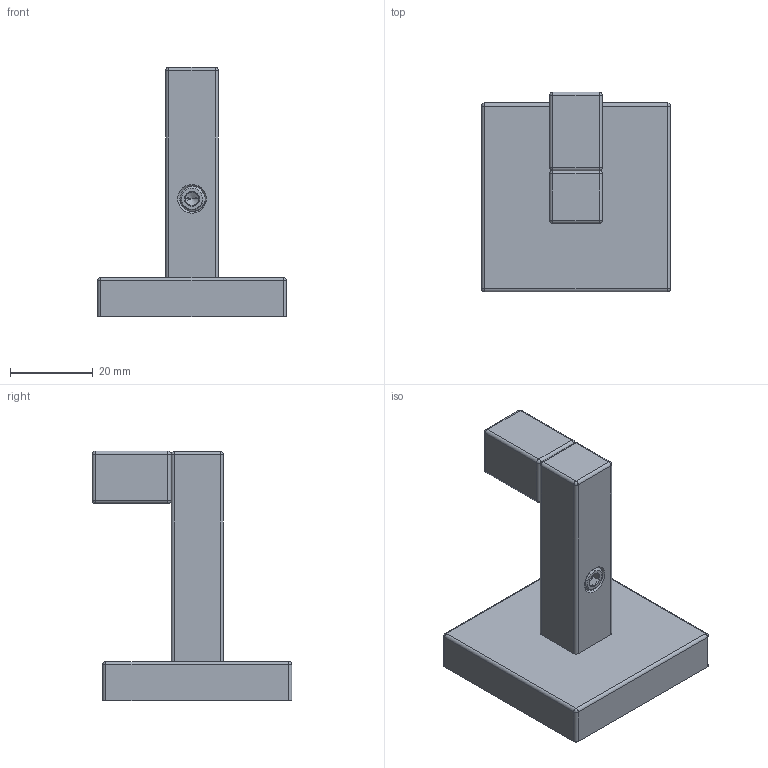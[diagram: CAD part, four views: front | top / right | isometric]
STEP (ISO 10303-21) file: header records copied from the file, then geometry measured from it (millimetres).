
FILE_DESCRIPTION((''),'2;1');
FILE_NAME('5210_ASM','2015-11-04T',('rsmith'),(''),'PRO/ENGINEER BY PARAMETRIC TECHNOLOGY CORPORATION, 2013150','PRO/ENGINEER BY PARAMETRIC TECHNOLOGY CORPORATION, 2013150','');
FILE_SCHEMA(('CONFIG_CONTROL_DESIGN'));
Length unit declared in the file: inch
Products named in the file (6): 40596; 6XXB; 40605; 40606; 92563; 5210_ASM
Assembly tree (6 placements, depth 2):
  5210_ASM
    40596
    6XXB
    40605
    40606
    92563  x2
Bounding box: 45.72 x 48.26 x 60.45 mm (x, y, z)
Volume: 19643.4 mm3; surface area: 24425.9 mm2
Topology: 7 solids, 11 shells, 521 faces, 1372 edges, 874 vertices
Faces by surface type: plane 250, cylinder 157, cone 38, bspline 38, sphere 36, torus 2
Entity records: 22773 total; most frequent: CARTESIAN_POINT 10976, ORIENTED_EDGE 2467, DIRECTION 2286, EDGE_CURVE 1272, VERTEX_POINT 819, VECTOR 774, LINE 774, AXIS2_PLACEMENT_3D 756
